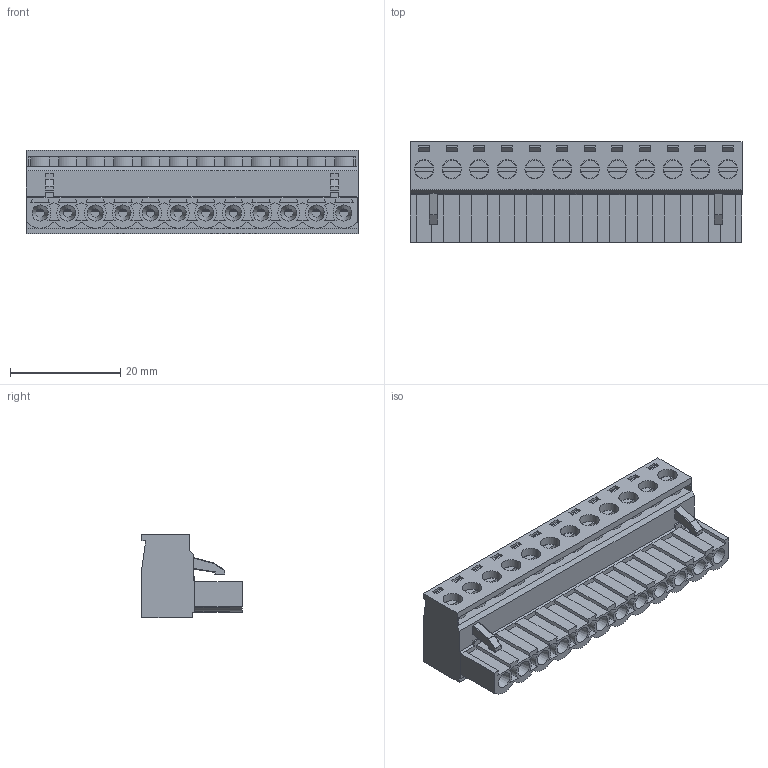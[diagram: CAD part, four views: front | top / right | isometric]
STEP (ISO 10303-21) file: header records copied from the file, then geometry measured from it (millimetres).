
FILE_DESCRIPTION( ( 'Unknown' ), '1' );
FILE_NAME( '691352710012.stp', 'Unknown', ( 'Unknown' ), ( 'Unknown' ), 'PSStep 18.0.17', 'Unknown', ' ' );
FILE_SCHEMA( ( 'AUTOMOTIVE_DESIGN { 1 0 10303 214 1 1 1 1 }' ) );
Length unit declared in the file: millimetre
Products named in the file (6): Assem1; 6913527100xx_PIN; 6913527100xxCAGE; 6913527100xx_VIS; 691352710012; 691352710012_CAPOT
Assembly tree (38 placements, depth 2):
  Assem1
    6913527100xx_PIN  x12
    6913527100xxCAGE  x12
    6913527100xx_VIS  x12
    691352710012
    691352710012_CAPOT
Bounding box: 60.1 x 18.2 x 15.1 mm (x, y, z)
Volume: 6641 mm3; surface area: 17578.5 mm2
Topology: 38 solids, 38 shells, 2517 faces, 6898 edges, 4522 vertices
Faces by surface type: plane 1751, cylinder 678, cone 36, torus 36, sphere 16
Full cylindrical faces by diameter (mm): 2.2 x12, 2.7 x12, 2.9 x12, 3.5 x12, 3.8 x12
Entity records: 44960 total; most frequent: CARTESIAN_POINT 6315, ORIENTED_EDGE 6120, DIRECTION 5748, EDGE_CURVE 3060, LINE 2714, VECTOR 2714, VERTEX_POINT 2032, AXIS2_PLACEMENT_3D 1517
